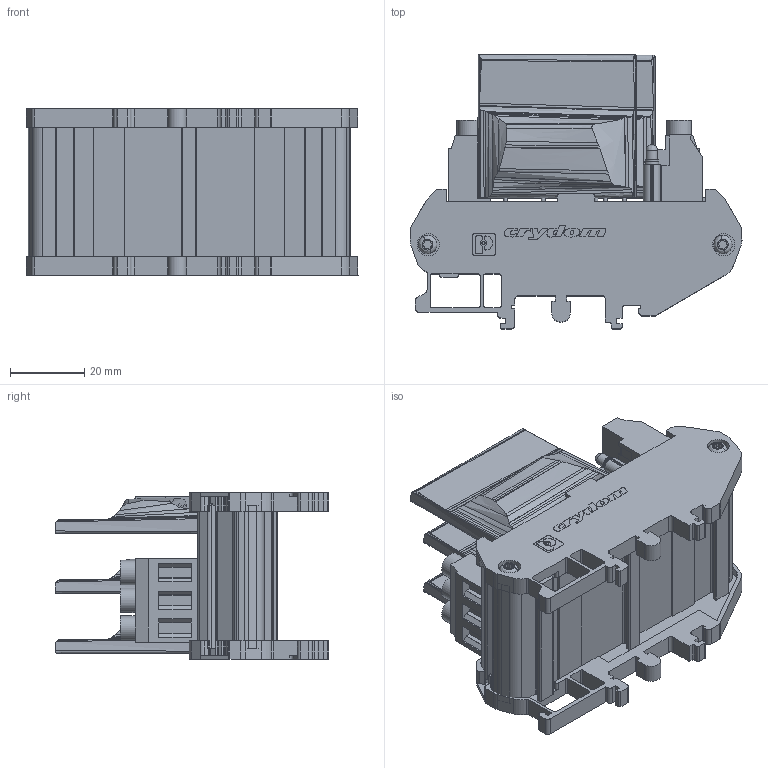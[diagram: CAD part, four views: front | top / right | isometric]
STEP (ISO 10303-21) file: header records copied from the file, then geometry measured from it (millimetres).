
FILE_DESCRIPTION (( 'STEP AP214' ), '1' );
FILE_NAME ('108601.STEP', '2016-09-29T21:21:28', ( '' ), ( '' ), 'SwSTEP 2.0', 'SolidWorks 2015', '' );
FILE_SCHEMA (( 'AUTOMOTIVE_DESIGN' ));
Length unit declared in the file: inch
Products named in the file (1): 108601
Bounding box: 89.6 x 73.91 x 45.11 mm (x, y, z)
Volume: 72386.3 mm3; surface area: 53813.6 mm2
Topology: 28 solids, 28 shells, 1657 faces, 4556 edges, 3007 vertices
Faces by surface type: plane 909, cylinder 465, bspline 262, cone 21
Full cylindrical faces by diameter (mm): 0.483 x4, 0.762 x9, 0.813 x11, 0.913 x2, 1 x2, 1.016 x6, 1.2 x6, 1.219 x2, 1.3 x1, 1.575 x7, 3.099 x1, 3.4 x4, 3.48 x1, 3.785 x1, 3.9 x2, 4.83 x6, 5 x4, 6 x4, 6.6 x6
Entity records: 88651 total; most frequent: CARTESIAN_POINT 25906, ORIENTED_EDGE 8940, DIRECTION 7635, EDGE_CURVE 4470, VERTEX_POINT 3000, VECTOR 2889, LINE 2889, AXIS2_PLACEMENT_3D 2373
